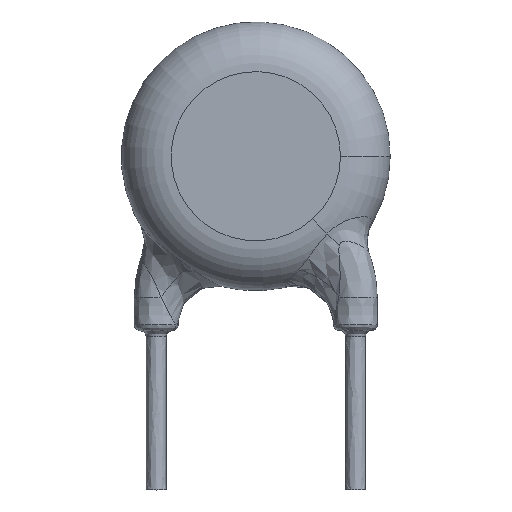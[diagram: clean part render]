
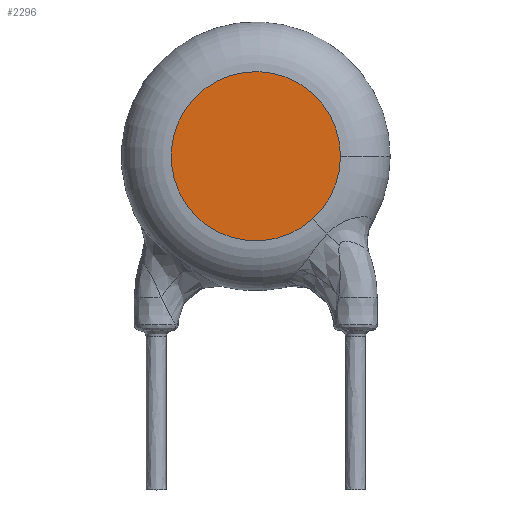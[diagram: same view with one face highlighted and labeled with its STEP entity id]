
A CAD part, top view. The second image highlights one B-rep face of the part: STEP entity #2296.
In plain terms, the highlighted planar face has unit normal (0, 0, 1).
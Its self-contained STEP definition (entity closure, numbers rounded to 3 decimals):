
#653=CARTESIAN_POINT('',(0.,4.375,1.25));
#654=DIRECTION('',(0.,0.,1.));
#655=DIRECTION('',(0.674,-0.739,0.));
#656=AXIS2_PLACEMENT_3D('',#653,#654,#655);
#661=CARTESIAN_POINT('',(0.,4.375,1.25));
#662=DIRECTION('',(0.,0.,1.));
#663=DIRECTION('',(1.,0.,0.));
#664=AXIS2_PLACEMENT_3D('',#661,#662,#663);
#1060=CARTESIAN_POINT('',(1.432,2.805,1.25));
#1061=CARTESIAN_POINT('',(2.125,4.375,1.25));
#1062=VERTEX_POINT('',#1060);
#1063=VERTEX_POINT('',#1061);
#2287=CARTESIAN_POINT('',(0.,0.,1.25));
#2288=DIRECTION('',(0.,0.,1.));
#2289=DIRECTION('',(1.,0.,0.));
#2290=AXIS2_PLACEMENT_3D('',#2287,#2288,#2289);
#2291=PLANE('',#2290);
#2292=ORIENTED_EDGE('',*,*,#2276,.F.);
#2293=ORIENTED_EDGE('',*,*,#1123,.F.);
#2294=EDGE_LOOP('',(#2292,#2293));
#2295=FACE_OUTER_BOUND('',#2294,.F.);
#2296=ADVANCED_FACE('',(#2295),#2291,.T.);
#657=CIRCLE('',#656,2.125);
#665=CIRCLE('',#664,2.125);
#1123=EDGE_CURVE('',#1063,#1062,#665,.T.);
#2276=EDGE_CURVE('',#1062,#1063,#657,.T.);
